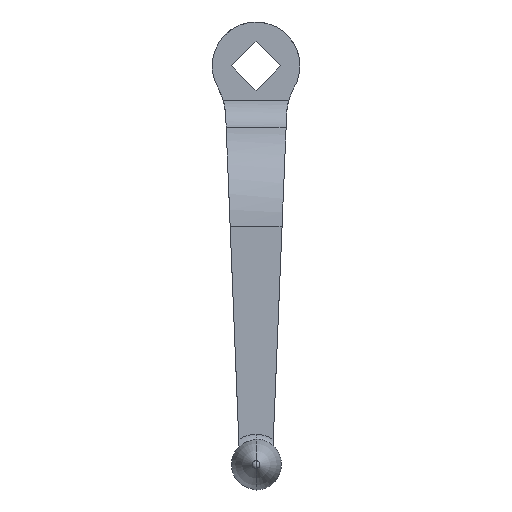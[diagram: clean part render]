
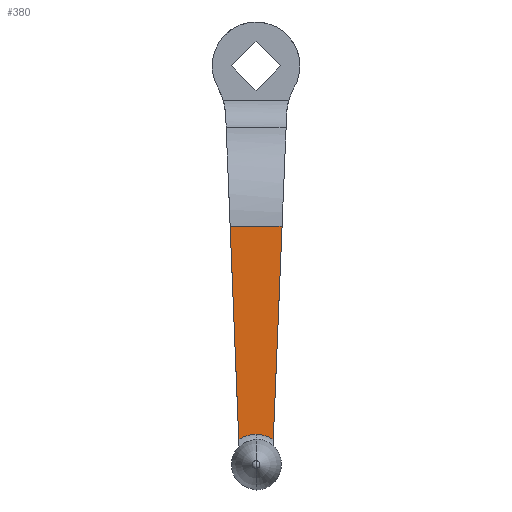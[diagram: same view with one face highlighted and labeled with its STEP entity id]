
A CAD part, front view. The second image highlights one B-rep face of the part: STEP entity #380.
In plain terms, the highlighted planar face has unit normal (0, -1, 0).
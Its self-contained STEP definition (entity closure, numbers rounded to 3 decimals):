
#274=VERTEX_POINT('',#709);
#312=EDGE_CURVE('',#332,#342,#754,.T.);
#324=EDGE_CURVE('',#332,#422,#766,.T.);
#332=VERTEX_POINT('',#774);
#342=VERTEX_POINT('',#785);
#380=ADVANCED_FACE('',(#828),#829,.F.);
#400=EDGE_CURVE('',#274,#422,#852,.T.);
#422=VERTEX_POINT('',#876);
#456=EDGE_CURVE('',#342,#586,#914,.T.);
#586=VERTEX_POINT('',#1055);
#638=EDGE_CURVE('',#274,#586,#1112,.T.);
#709=CARTESIAN_POINT('',(16.328,-102.0,-100.538));
#754=CIRCLE('',#1297,19.);
#766=LINE('',#1314,#1315);
#774=CARTESIAN_POINT('',(-10.82,-102.0,-234.382));
#785=CARTESIAN_POINT('',(0.,-102.0,-231.0));
#828=FACE_OUTER_BOUND('',#1409,.T.);
#829=PLANE('',#1410);
#852=LINE('',#1440,#1441);
#876=CARTESIAN_POINT('',(-16.211,-102.0,-100.538));
#914=CIRCLE('',#1559,19.);
#1055=CARTESIAN_POINT('',(10.827,-102.0,-234.386));
#1112=LINE('',#1892,#1893);
#1297=AXIS2_PLACEMENT_3D('',#2050,#2051,#2052);
#1314=CARTESIAN_POINT('',(-13.725,-102.0,-162.259));
#1315=VECTOR('',#2060,1.0);
#1409=EDGE_LOOP('',(#2133,#2134,#2135,#2136,#2137));
#1410=AXIS2_PLACEMENT_3D('',#2138,#2139,#2140);
#1440=CARTESIAN_POINT('',(0.,-102.0,-100.538));
#1441=VECTOR('',#2165,1.0);
#1559=AXIS2_PLACEMENT_3D('',#2228,#2229,#2230);
#1892=CARTESIAN_POINT('',(18.041,-102.0,-58.864));
#1893=VECTOR('',#2463,1.0);
#2050=CARTESIAN_POINT('',(0.,-102.0,-250.0));
#2051=DIRECTION('',(-0.0,1.0,0.0));
#2052=DIRECTION('',(0.,0.0,1.0));
#2060=DIRECTION('',(-0.04,0.0,0.999));
#2133=ORIENTED_EDGE('',*,*,#324,.F.);
#2134=ORIENTED_EDGE('',*,*,#312,.T.);
#2135=ORIENTED_EDGE('',*,*,#456,.T.);
#2136=ORIENTED_EDGE('',*,*,#638,.F.);
#2137=ORIENTED_EDGE('',*,*,#400,.T.);
#2138=CARTESIAN_POINT('',(0.,-102.0,-81.5));
#2139=DIRECTION('',(-0.0,1.0,0.0));
#2140=DIRECTION('',(0.,0.0,1.0));
#2165=DIRECTION('',(-1.0,0.,0.));
#2228=CARTESIAN_POINT('',(0.,-102.0,-250.0));
#2229=DIRECTION('',(-0.0,1.0,0.0));
#2230=DIRECTION('',(0.,0.0,1.0));
#2463=DIRECTION('',(-0.041,0.0,-0.999));
